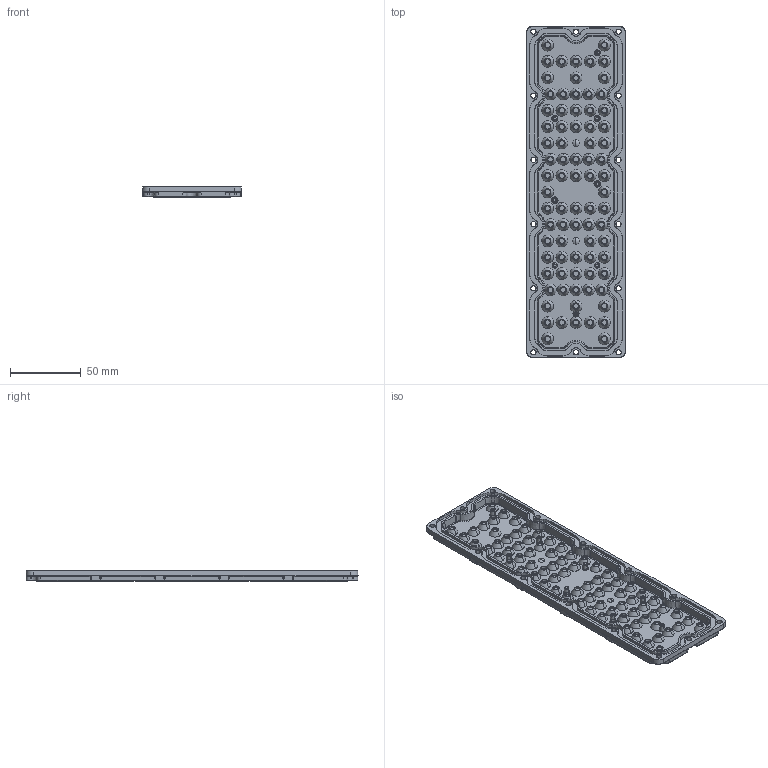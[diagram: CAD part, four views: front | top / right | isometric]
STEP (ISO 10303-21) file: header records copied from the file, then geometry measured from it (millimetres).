
FILE_DESCRIPTION(/* description */ (''),/* implementation_level */ '2;1');
FILE_NAME(/* name */ 'JY-BAA8030P-23670（无光学3D）.stp',/* time_stamp */ '2025-04-14T09:23:20+08:00',/* author */ (''),/* organization */ (''),/* preprocessor_version */ 'ST-DEVELOPER v16.7',/* originating_system */ 'SIEMENS PLM Software NX 12.0',/* authorisation */ '');
FILE_SCHEMA (('AUTOMOTIVE_DESIGN { 1 0 10303 214 3 1 1 1 }'));
Products named in the file (1): JY-BAA8030P-23670（无光学3D）_s
tp
Bounding box: 70 x 234 x 7.2 mm (x, y, z)
Volume: 47578.5 mm3; surface area: 48822.9 mm2
Topology: 1 solids, 1 shells, 1804 faces, 4299 edges, 2743 vertices
Faces by surface type: plane 427, cone 384, revolution 320, cylinder 254, bspline 216, torus 179, sphere 24
Entity records: 66303 total; most frequent: CARTESIAN_POINT 25261, ORIENTED_EDGE 8550, DIRECTION 8410, EDGE_CURVE 4275, AXIS2_PLACEMENT_3D 3522, VERTEX_POINT 2743, CIRCLE 2207, EDGE_LOOP 2102
